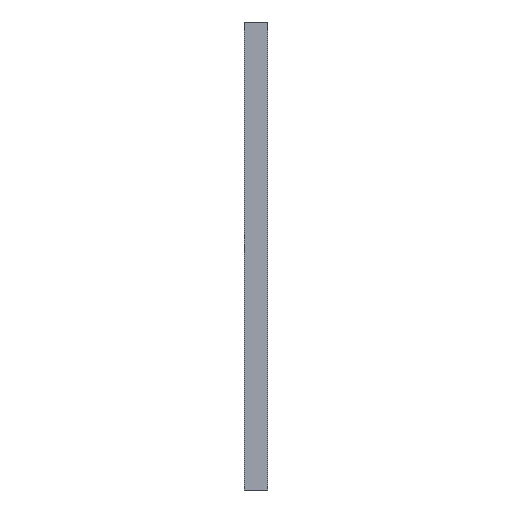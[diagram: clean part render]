
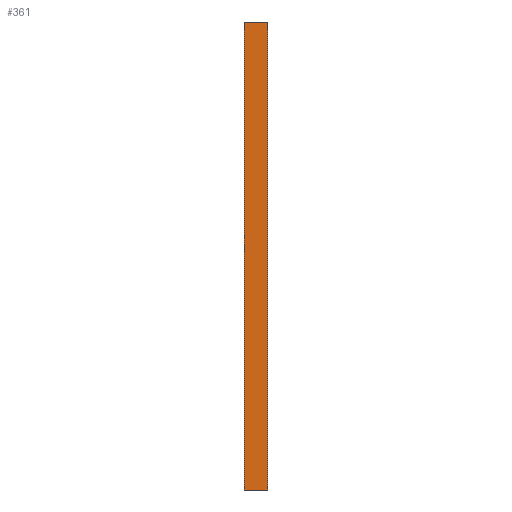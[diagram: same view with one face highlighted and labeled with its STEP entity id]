
A CAD part, front view. The second image highlights one B-rep face of the part: STEP entity #361.
In plain terms, the highlighted planar face has unit normal (0, -1, 0).
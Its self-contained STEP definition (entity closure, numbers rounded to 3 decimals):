
#21 = EDGE_CURVE('',#22,#24,#26,.T.);
#22 = VERTEX_POINT('',#23);
#23 = CARTESIAN_POINT('',(-1.5,-30.,-20.));
#24 = VERTEX_POINT('',#25);
#25 = CARTESIAN_POINT('',(-1.5,-30.,40.));
#26 = SURFACE_CURVE('',#27,(#31,#43),.PCURVE_S1.);
#27 = LINE('',#28,#29);
#28 = CARTESIAN_POINT('',(-1.5,-30.,-20.));
#29 = VECTOR('',#30,1.);
#30 = DIRECTION('',(0.,-0.,1.));
#31 = PCURVE('',#32,#37);
#32 = PLANE('',#33);
#33 = AXIS2_PLACEMENT_3D('',#34,#35,#36);
#34 = CARTESIAN_POINT('',(-1.5,0.,20.));
#35 = DIRECTION('',(1.,0.,0.));
#36 = DIRECTION('',(0.,1.,0.));
#37 = DEFINITIONAL_REPRESENTATION('',(#38),#42);
#38 = LINE('',#39,#40);
#39 = CARTESIAN_POINT('',(-30.,-40.));
#40 = VECTOR('',#41,1.);
#41 = DIRECTION('',(0.,1.));
#42 = ( GEOMETRIC_REPRESENTATION_CONTEXT(2) 
PARAMETRIC_REPRESENTATION_CONTEXT() REPRESENTATION_CONTEXT('2D SPACE',''
  ) );
#43 = PCURVE('',#44,#49);
#44 = PLANE('',#45);
#45 = AXIS2_PLACEMENT_3D('',#46,#47,#48);
#46 = CARTESIAN_POINT('',(0.,-30.,10.));
#47 = DIRECTION('',(0.,1.,0.));
#48 = DIRECTION('',(0.,0.,-1.));
#49 = DEFINITIONAL_REPRESENTATION('',(#50),#54);
#50 = LINE('',#51,#52);
#51 = CARTESIAN_POINT('',(30.,1.5));
#52 = VECTOR('',#53,1.);
#53 = DIRECTION('',(-1.,0.));
#54 = ( GEOMETRIC_REPRESENTATION_CONTEXT(2) 
PARAMETRIC_REPRESENTATION_CONTEXT() REPRESENTATION_CONTEXT('2D SPACE',''
  ) );
#72 = PLANE('',#73);
#73 = AXIS2_PLACEMENT_3D('',#74,#75,#76);
#74 = CARTESIAN_POINT('',(0.,0.,-20.));
#75 = DIRECTION('',(0.,-0.,1.));
#76 = DIRECTION('',(0.,1.,0.));
#126 = PLANE('',#127);
#127 = AXIS2_PLACEMENT_3D('',#128,#129,#130);
#128 = CARTESIAN_POINT('',(0.,0.,40.));
#129 = DIRECTION('',(0.,0.,-1.));
#130 = DIRECTION('',(0.,-1.,0.));
#361 = ADVANCED_FACE('',(#362),#44,.F.);
#362 = FACE_BOUND('',#363,.F.);
#363 = EDGE_LOOP('',(#364,#365,#388,#416));
#364 = ORIENTED_EDGE('',*,*,#21,.T.);
#365 = ORIENTED_EDGE('',*,*,#366,.F.);
#366 = EDGE_CURVE('',#367,#24,#369,.T.);
#367 = VERTEX_POINT('',#368);
#368 = CARTESIAN_POINT('',(1.5,-30.,40.));
#369 = SURFACE_CURVE('',#370,(#374,#381),.PCURVE_S1.);
#370 = LINE('',#371,#372);
#371 = CARTESIAN_POINT('',(1.5,-30.,40.));
#372 = VECTOR('',#373,1.);
#373 = DIRECTION('',(-1.,0.,0.));
#374 = PCURVE('',#44,#375);
#375 = DEFINITIONAL_REPRESENTATION('',(#376),#380);
#376 = LINE('',#377,#378);
#377 = CARTESIAN_POINT('',(-30.,-1.5));
#378 = VECTOR('',#379,1.);
#379 = DIRECTION('',(0.,1.));
#380 = ( GEOMETRIC_REPRESENTATION_CONTEXT(2) 
PARAMETRIC_REPRESENTATION_CONTEXT() REPRESENTATION_CONTEXT('2D SPACE',''
  ) );
#381 = PCURVE('',#126,#382);
#382 = DEFINITIONAL_REPRESENTATION('',(#383),#387);
#383 = LINE('',#384,#385);
#384 = CARTESIAN_POINT('',(30.,-1.5));
#385 = VECTOR('',#386,1.);
#386 = DIRECTION('',(0.,1.));
#387 = ( GEOMETRIC_REPRESENTATION_CONTEXT(2) 
PARAMETRIC_REPRESENTATION_CONTEXT() REPRESENTATION_CONTEXT('2D SPACE',''
  ) );
#388 = ORIENTED_EDGE('',*,*,#389,.F.);
#389 = EDGE_CURVE('',#390,#367,#392,.T.);
#390 = VERTEX_POINT('',#391);
#391 = CARTESIAN_POINT('',(1.5,-30.,-20.));
#392 = SURFACE_CURVE('',#393,(#397,#404),.PCURVE_S1.);
#393 = LINE('',#394,#395);
#394 = CARTESIAN_POINT('',(1.5,-30.,-20.));
#395 = VECTOR('',#396,1.);
#396 = DIRECTION('',(0.,-0.,1.));
#397 = PCURVE('',#44,#398);
#398 = DEFINITIONAL_REPRESENTATION('',(#399),#403);
#399 = LINE('',#400,#401);
#400 = CARTESIAN_POINT('',(30.,-1.5));
#401 = VECTOR('',#402,1.);
#402 = DIRECTION('',(-1.,0.));
#403 = ( GEOMETRIC_REPRESENTATION_CONTEXT(2) 
PARAMETRIC_REPRESENTATION_CONTEXT() REPRESENTATION_CONTEXT('2D SPACE',''
  ) );
#404 = PCURVE('',#405,#410);
#405 = PLANE('',#406);
#406 = AXIS2_PLACEMENT_3D('',#407,#408,#409);
#407 = CARTESIAN_POINT('',(1.5,0.,20.));
#408 = DIRECTION('',(1.,0.,0.));
#409 = DIRECTION('',(0.,1.,0.));
#410 = DEFINITIONAL_REPRESENTATION('',(#411),#415);
#411 = LINE('',#412,#413);
#412 = CARTESIAN_POINT('',(-30.,-40.));
#413 = VECTOR('',#414,1.);
#414 = DIRECTION('',(0.,1.));
#415 = ( GEOMETRIC_REPRESENTATION_CONTEXT(2) 
PARAMETRIC_REPRESENTATION_CONTEXT() REPRESENTATION_CONTEXT('2D SPACE',''
  ) );
#416 = ORIENTED_EDGE('',*,*,#417,.T.);
#417 = EDGE_CURVE('',#390,#22,#418,.T.);
#418 = SURFACE_CURVE('',#419,(#423,#430),.PCURVE_S1.);
#419 = LINE('',#420,#421);
#420 = CARTESIAN_POINT('',(1.5,-30.,-20.));
#421 = VECTOR('',#422,1.);
#422 = DIRECTION('',(-1.,0.,0.));
#423 = PCURVE('',#44,#424);
#424 = DEFINITIONAL_REPRESENTATION('',(#425),#429);
#425 = LINE('',#426,#427);
#426 = CARTESIAN_POINT('',(30.,-1.5));
#427 = VECTOR('',#428,1.);
#428 = DIRECTION('',(0.,1.));
#429 = ( GEOMETRIC_REPRESENTATION_CONTEXT(2) 
PARAMETRIC_REPRESENTATION_CONTEXT() REPRESENTATION_CONTEXT('2D SPACE',''
  ) );
#430 = PCURVE('',#72,#431);
#431 = DEFINITIONAL_REPRESENTATION('',(#432),#436);
#432 = LINE('',#433,#434);
#433 = CARTESIAN_POINT('',(-30.,-1.5));
#434 = VECTOR('',#435,1.);
#435 = DIRECTION('',(0.,1.));
#436 = ( GEOMETRIC_REPRESENTATION_CONTEXT(2) 
PARAMETRIC_REPRESENTATION_CONTEXT() REPRESENTATION_CONTEXT('2D SPACE',''
  ) );
